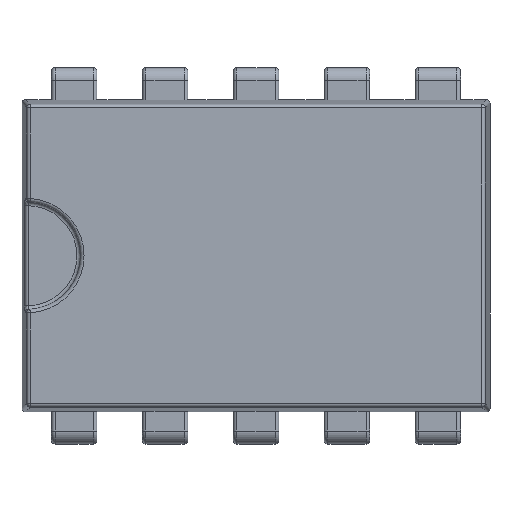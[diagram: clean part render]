
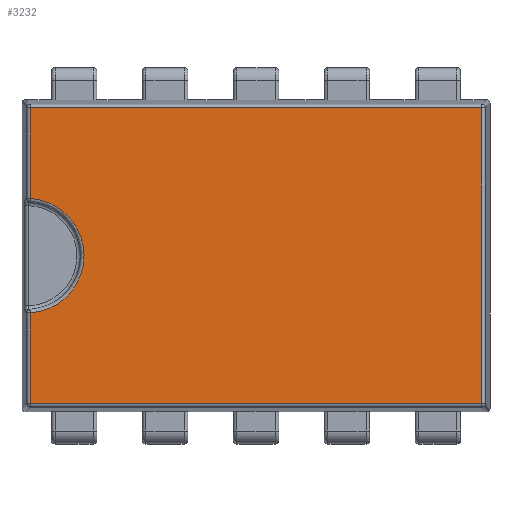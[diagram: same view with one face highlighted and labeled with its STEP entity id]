
A CAD part, top view. The second image highlights one B-rep face of the part: STEP entity #3232.
In plain terms, the highlighted planar face has unit normal (0, 0, 1).
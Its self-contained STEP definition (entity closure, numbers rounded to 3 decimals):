
#147=PLANE('',#3576);
#273=FACE_OUTER_BOUND('',#465,.T.);
#465=EDGE_LOOP('',(#2510,#2511,#2512,#2513,#2514,#2515));
#793=LINE('',#5805,#1079);
#794=LINE('',#5809,#1080);
#795=LINE('',#5811,#1081);
#796=LINE('',#5813,#1082);
#797=LINE('',#5814,#1083);
#1079=VECTOR('',#4333,10.);
#1080=VECTOR('',#4338,10.);
#1081=VECTOR('',#4339,10.);
#1082=VECTOR('',#4340,10.);
#1083=VECTOR('',#4341,10.);
#1232=CIRCLE('',#3566,1.6);
#1513=VERTEX_POINT('',#5761);
#1514=VERTEX_POINT('',#5763);
#1520=VERTEX_POINT('',#5804);
#1521=VERTEX_POINT('',#5808);
#1522=VERTEX_POINT('',#5810);
#1523=VERTEX_POINT('',#5812);
#1891=EDGE_CURVE('',#1514,#1513,#1232,.T.);
#1901=EDGE_CURVE('',#1513,#1520,#793,.T.);
#1903=EDGE_CURVE('',#1521,#1514,#794,.T.);
#1904=EDGE_CURVE('',#1522,#1521,#795,.T.);
#1905=EDGE_CURVE('',#1523,#1522,#796,.T.);
#1906=EDGE_CURVE('',#1520,#1523,#797,.T.);
#2510=ORIENTED_EDGE('',*,*,#1891,.F.);
#2511=ORIENTED_EDGE('',*,*,#1903,.F.);
#2512=ORIENTED_EDGE('',*,*,#1904,.F.);
#2513=ORIENTED_EDGE('',*,*,#1905,.F.);
#2514=ORIENTED_EDGE('',*,*,#1906,.F.);
#2515=ORIENTED_EDGE('',*,*,#1901,.F.);
#3232=ADVANCED_FACE('',(#273),#147,.T.);
#3566=AXIS2_PLACEMENT_3D('',#5765,#4310,#4311);
#3576=AXIS2_PLACEMENT_3D('',#5807,#4336,#4337);
#4310=DIRECTION('center_axis',(0.,0.,1.));
#4311=DIRECTION('ref_axis',(1.,0.,0.));
#4333=DIRECTION('',(0.,1.,0.));
#4336=DIRECTION('center_axis',(0.,0.,1.));
#4337=DIRECTION('ref_axis',(1.,0.,0.));
#4338=DIRECTION('',(0.,1.,0.));
#4339=DIRECTION('',(-1.,0.,0.));
#4340=DIRECTION('',(0.,-1.,0.));
#4341=DIRECTION('',(1.,0.,0.));
#5761=CARTESIAN_POINT('',(-0.772,6.957,3.85));
#5763=CARTESIAN_POINT('',(-0.772,3.763,3.85));
#5765=CARTESIAN_POINT('Origin',(-0.865,5.36,3.85));
#5804=CARTESIAN_POINT('',(-0.772,9.492,3.85));
#5805=CARTESIAN_POINT('',(-0.772,6.45,3.85));
#5807=CARTESIAN_POINT('Origin',(5.538,5.36,3.85));
#5808=CARTESIAN_POINT('',(-0.772,1.228,3.85));
#5809=CARTESIAN_POINT('',(-0.772,6.45,3.85));
#5810=CARTESIAN_POINT('',(11.847,1.228,3.85));
#5811=CARTESIAN_POINT('',(3.903,1.228,3.85));
#5812=CARTESIAN_POINT('',(11.847,9.492,3.85));
#5813=CARTESIAN_POINT('',(11.847,4.27,3.85));
#5814=CARTESIAN_POINT('',(7.172,9.492,3.85));
